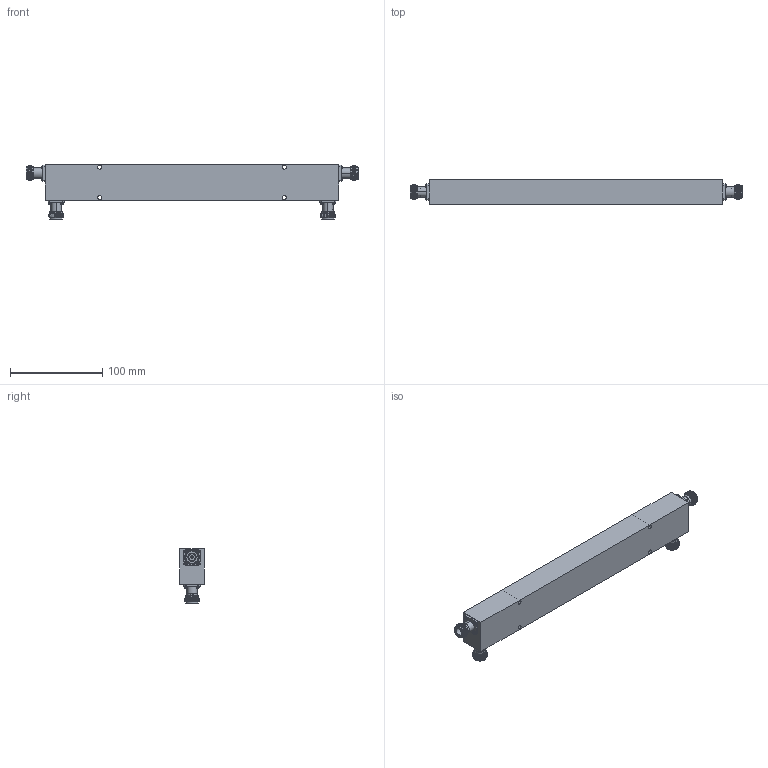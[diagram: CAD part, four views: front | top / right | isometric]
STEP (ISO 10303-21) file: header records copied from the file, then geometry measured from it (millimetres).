
FILE_DESCRIPTION (( 'STEP AP214' ), '1' );
FILE_NAME ('FMCP1140-20_3D.step', '2023-05-04T22:18:14', ( '' ), ( '' ), 'SwSTEP 2.0', 'SolidWorks 2022', '' );
FILE_SCHEMA (( 'AUTOMOTIVE_DESIGN' ));
Length unit declared in the file: millimetre
Products named in the file (4): COUPLER ENCLOSURE^FMCP1140-20; Copy of SCR,M2x4,RndHdSlot^FMCP1140-20; FMCP1140-20_3D; Copy of PE4444^FMCP1140-20
Assembly tree (21 placements, depth 2):
  FMCP1140-20_3D
    COUPLER ENCLOSURE^FMCP1140-20
    Copy of PE4444^FMCP1140-20  x4
    Copy of SCR,M2x4,RndHdSlot^FMCP1140-20  x16
Bounding box: 359.9 x 27 x 59.4 mm (x, y, z)
Volume: 341971.5 mm3; surface area: 56571.9 mm2
Topology: 21 solids, 25 shells, 686 faces, 1628 edges, 1056 vertices
Faces by surface type: plane 278, cylinder 252, cone 88, torus 56, bspline 12
Entity records: 5752 total; most frequent: CARTESIAN_POINT 2051, DIRECTION 724, ORIENTED_EDGE 640, EDGE_CURVE 320, AXIS2_PLACEMENT_3D 290, VERTEX_POINT 207, EDGE_LOOP 159, VECTOR 144
